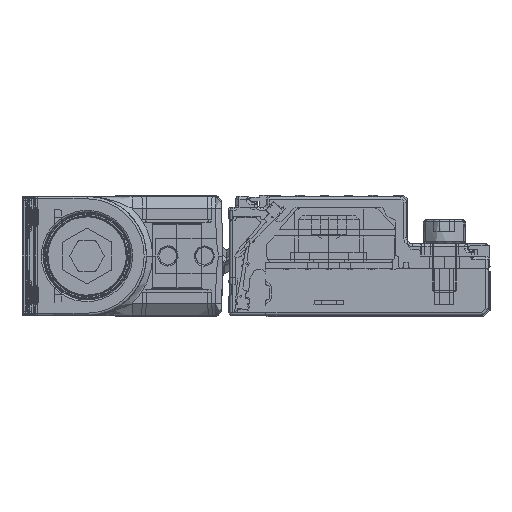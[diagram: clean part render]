
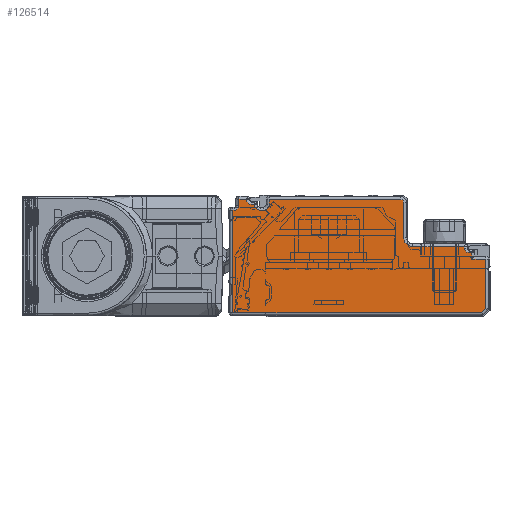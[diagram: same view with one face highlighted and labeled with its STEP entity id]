
A CAD part, left-side view. The second image highlights one B-rep face of the part: STEP entity #126514.
In plain terms, the highlighted planar face has unit normal (-1, 0, 0).
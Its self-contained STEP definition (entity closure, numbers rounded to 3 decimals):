
#126232=AXIS2_PLACEMENT_3D('Circle Axis2P3D',#126230,#126231,$) ;
#126371=AXIS2_PLACEMENT_3D('Plane Axis2P3D',#126368,#126369,#126370) ;
#126394=AXIS2_PLACEMENT_3D('Circle Axis2P3D',#126392,#126393,$) ;
#126408=AXIS2_PLACEMENT_3D('Circle Axis2P3D',#126406,#126407,$) ;
#126429=AXIS2_PLACEMENT_3D('Circle Axis2P3D',#126427,#126428,$) ;
#126443=AXIS2_PLACEMENT_3D('Circle Axis2P3D',#126441,#126442,$) ;
#126457=AXIS2_PLACEMENT_3D('Circle Axis2P3D',#126455,#126456,$) ;
#126478=AXIS2_PLACEMENT_3D('Circle Axis2P3D',#126476,#126477,$) ;
#121728=CARTESIAN_POINT('Vertex',(-3778.,42.3,-7.3)) ;
#121731=CARTESIAN_POINT('Line Origine',(-3778.,42.3,2.)) ;
#121735=CARTESIAN_POINT('Vertex',(-3778.,42.3,9.5)) ;
#122059=CARTESIAN_POINT('Vertex',(-3778.,1.407,-7.3)) ;
#122062=CARTESIAN_POINT('Line Origine',(-3778.,23.168,-7.3)) ;
#122099=CARTESIAN_POINT('Vertex',(-3778.,0.7,-6.593)) ;
#122102=CARTESIAN_POINT('Line Origine',(-3778.,-1.246,-4.646)) ;
#122139=CARTESIAN_POINT('Vertex',(-3778.,0.7,1.5)) ;
#122142=CARTESIAN_POINT('Line Origine',(-3778.,0.7,2.)) ;
#126147=CARTESIAN_POINT('Vertex',(-3778.,3.,2.5)) ;
#126203=CARTESIAN_POINT('Vertex',(-3778.,3.4,2.5)) ;
#126206=CARTESIAN_POINT('Line Origine',(-3778.,21.5,2.5)) ;
#126227=CARTESIAN_POINT('Vertex',(-3778.,4.2,3.3)) ;
#126230=CARTESIAN_POINT('Axis2P3D Location',(-3778.,3.4,3.3)) ;
#126353=CARTESIAN_POINT('Vertex',(-3778.,3.,1.5)) ;
#126356=CARTESIAN_POINT('Line Origine',(-3778.,21.5,1.5)) ;
#126368=CARTESIAN_POINT('Axis2P3D Location',(-3778.,0.2,-7.8)) ;
#126373=CARTESIAN_POINT('Line Origine',(-3778.,3.,2.)) ;
#126378=CARTESIAN_POINT('Line Origine',(-3778.,4.2,3.4)) ;
#126382=CARTESIAN_POINT('Vertex',(-3778.,4.2,3.5)) ;
#126385=CARTESIAN_POINT('Line Origine',(-3778.,8.45,3.5)) ;
#126389=CARTESIAN_POINT('Vertex',(-3778.,12.7,3.5)) ;
#126392=CARTESIAN_POINT('Axis2P3D Location',(-3778.,12.7,5.)) ;
#126396=CARTESIAN_POINT('Vertex',(-3778.,14.2,5.)) ;
#126399=CARTESIAN_POINT('Line Origine',(-3778.,14.2,7.9)) ;
#126403=CARTESIAN_POINT('Vertex',(-3778.,14.2,10.8)) ;
#126406=CARTESIAN_POINT('Axis2P3D Location',(-3778.,14.7,10.8)) ;
#126410=CARTESIAN_POINT('Vertex',(-3778.,14.7,11.3)) ;
#126413=CARTESIAN_POINT('Line Origine',(-3778.,25.5,11.3)) ;
#126417=CARTESIAN_POINT('Vertex',(-3778.,36.3,11.3)) ;
#126420=CARTESIAN_POINT('Line Origine',(-3778.,36.3,10.9)) ;
#126424=CARTESIAN_POINT('Vertex',(-3778.,36.3,10.5)) ;
#126427=CARTESIAN_POINT('Axis2P3D Location',(-3778.,37.3,10.5)) ;
#126431=CARTESIAN_POINT('Vertex',(-3778.,37.3,9.5)) ;
#126434=CARTESIAN_POINT('Line Origine',(-3778.,37.55,9.5)) ;
#126438=CARTESIAN_POINT('Vertex',(-3778.,37.8,9.5)) ;
#126441=CARTESIAN_POINT('Axis2P3D Location',(-3778.,37.8,10.5)) ;
#126445=CARTESIAN_POINT('Vertex',(-3778.,38.8,10.5)) ;
#126448=CARTESIAN_POINT('Line Origine',(-3778.,39.05,10.5)) ;
#126452=CARTESIAN_POINT('Vertex',(-3778.,39.3,10.5)) ;
#126455=CARTESIAN_POINT('Axis2P3D Location',(-3778.,39.3,11.3)) ;
#126459=CARTESIAN_POINT('Vertex',(-3778.,40.1,11.3)) ;
#126462=CARTESIAN_POINT('Line Origine',(-3778.,40.7,11.3)) ;
#126466=CARTESIAN_POINT('Vertex',(-3778.,41.3,11.3)) ;
#126469=CARTESIAN_POINT('Line Origine',(-3778.,41.3,10.8)) ;
#126473=CARTESIAN_POINT('Vertex',(-3778.,41.3,10.3)) ;
#126476=CARTESIAN_POINT('Axis2P3D Location',(-3778.,42.1,10.3)) ;
#126480=CARTESIAN_POINT('Vertex',(-3778.,42.1,9.5)) ;
#126483=CARTESIAN_POINT('Line Origine',(-3778.,42.2,9.5)) ;
#121732=DIRECTION('Vector Direction',(0.,0.,1.)) ;
#122063=DIRECTION('Vector Direction',(0.,1.,0.)) ;
#122103=DIRECTION('Vector Direction',(0.,0.707,-0.707)) ;
#122143=DIRECTION('Vector Direction',(0.,0.,-1.)) ;
#126207=DIRECTION('Vector Direction',(0.,-1.,0.)) ;
#126231=DIRECTION('Axis2P3D Direction',(1.,0.,0.)) ;
#126357=DIRECTION('Vector Direction',(0.,-1.,0.)) ;
#126369=DIRECTION('Axis2P3D Direction',(-1.,0.,0.)) ;
#126370=DIRECTION('Axis2P3D XDirection',(0.,0.,1.)) ;
#126374=DIRECTION('Vector Direction',(0.,0.,1.)) ;
#126379=DIRECTION('Vector Direction',(0.,0.,-1.)) ;
#126386=DIRECTION('Vector Direction',(0.,1.,0.)) ;
#126393=DIRECTION('Axis2P3D Direction',(-1.,0.,0.)) ;
#126400=DIRECTION('Vector Direction',(0.,0.,1.)) ;
#126407=DIRECTION('Axis2P3D Direction',(-1.,0.,0.)) ;
#126414=DIRECTION('Vector Direction',(0.,1.,0.)) ;
#126421=DIRECTION('Vector Direction',(0.,0.,-1.)) ;
#126428=DIRECTION('Axis2P3D Direction',(-1.,0.,0.)) ;
#126435=DIRECTION('Vector Direction',(0.,1.,0.)) ;
#126442=DIRECTION('Axis2P3D Direction',(-1.,0.,0.)) ;
#126449=DIRECTION('Vector Direction',(0.,-1.,0.)) ;
#126456=DIRECTION('Axis2P3D Direction',(-1.,0.,0.)) ;
#126463=DIRECTION('Vector Direction',(0.,1.,0.)) ;
#126470=DIRECTION('Vector Direction',(0.,0.,-1.)) ;
#126477=DIRECTION('Axis2P3D Direction',(-1.,0.,0.)) ;
#126484=DIRECTION('Vector Direction',(0.,1.,0.)) ;
#121733=VECTOR('Line Direction',#121732,1.) ;
#122064=VECTOR('Line Direction',#122063,1.) ;
#122104=VECTOR('Line Direction',#122103,1.) ;
#122144=VECTOR('Line Direction',#122143,1.) ;
#126208=VECTOR('Line Direction',#126207,1.) ;
#126358=VECTOR('Line Direction',#126357,1.) ;
#126375=VECTOR('Line Direction',#126374,1.) ;
#126380=VECTOR('Line Direction',#126379,1.) ;
#126387=VECTOR('Line Direction',#126386,1.) ;
#126401=VECTOR('Line Direction',#126400,1.) ;
#126415=VECTOR('Line Direction',#126414,1.) ;
#126422=VECTOR('Line Direction',#126421,1.) ;
#126436=VECTOR('Line Direction',#126435,1.) ;
#126450=VECTOR('Line Direction',#126449,1.) ;
#126464=VECTOR('Line Direction',#126463,1.) ;
#126471=VECTOR('Line Direction',#126470,1.) ;
#126485=VECTOR('Line Direction',#126484,1.) ;
#126489=ORIENTED_EDGE('',*,*,#126377,.T.) ;
#126490=ORIENTED_EDGE('',*,*,#126210,.T.) ;
#126491=ORIENTED_EDGE('',*,*,#126234,.T.) ;
#126492=ORIENTED_EDGE('',*,*,#126384,.T.) ;
#126493=ORIENTED_EDGE('',*,*,#126391,.T.) ;
#126494=ORIENTED_EDGE('',*,*,#126398,.T.) ;
#126495=ORIENTED_EDGE('',*,*,#126405,.T.) ;
#126496=ORIENTED_EDGE('',*,*,#126412,.T.) ;
#126497=ORIENTED_EDGE('',*,*,#126419,.T.) ;
#126498=ORIENTED_EDGE('',*,*,#126426,.T.) ;
#126499=ORIENTED_EDGE('',*,*,#126433,.T.) ;
#126500=ORIENTED_EDGE('',*,*,#126440,.T.) ;
#126501=ORIENTED_EDGE('',*,*,#126447,.T.) ;
#126502=ORIENTED_EDGE('',*,*,#126454,.T.) ;
#126503=ORIENTED_EDGE('',*,*,#126461,.T.) ;
#126504=ORIENTED_EDGE('',*,*,#126468,.T.) ;
#126505=ORIENTED_EDGE('',*,*,#126475,.T.) ;
#126506=ORIENTED_EDGE('',*,*,#126482,.T.) ;
#126507=ORIENTED_EDGE('',*,*,#126487,.T.) ;
#126508=ORIENTED_EDGE('',*,*,#121737,.T.) ;
#126509=ORIENTED_EDGE('',*,*,#122066,.T.) ;
#126510=ORIENTED_EDGE('',*,*,#122106,.T.) ;
#126511=ORIENTED_EDGE('',*,*,#122146,.T.) ;
#126512=ORIENTED_EDGE('',*,*,#126360,.T.) ;
#126514=ADVANCED_FACE('\X2\FF8AFF9FFF70FF82\X0\ \X2\FF8EFF9EFF83FF9EFF68FF70\X0\',(#126513),#126372,.T.) ;
#126233=CIRCLE('generated circle',#126232,0.8) ;
#126395=CIRCLE('generated circle',#126394,1.5) ;
#126409=CIRCLE('generated circle',#126408,0.5) ;
#126430=CIRCLE('generated circle',#126429,1.) ;
#126444=CIRCLE('generated circle',#126443,1.) ;
#126458=CIRCLE('generated circle',#126457,0.8) ;
#126479=CIRCLE('generated circle',#126478,0.8) ;
#121737=EDGE_CURVE('',#121736,#121729,#121734,.F.) ;
#122066=EDGE_CURVE('',#121729,#122060,#122065,.F.) ;
#122106=EDGE_CURVE('',#122060,#122100,#122105,.F.) ;
#122146=EDGE_CURVE('',#122100,#122140,#122145,.F.) ;
#126210=EDGE_CURVE('',#126148,#126204,#126209,.F.) ;
#126234=EDGE_CURVE('',#126204,#126228,#126233,.T.) ;
#126360=EDGE_CURVE('',#122140,#126354,#126359,.F.) ;
#126377=EDGE_CURVE('',#126354,#126148,#126376,.T.) ;
#126384=EDGE_CURVE('',#126228,#126383,#126381,.F.) ;
#126391=EDGE_CURVE('',#126383,#126390,#126388,.T.) ;
#126398=EDGE_CURVE('',#126390,#126397,#126395,.F.) ;
#126405=EDGE_CURVE('',#126397,#126404,#126402,.T.) ;
#126412=EDGE_CURVE('',#126404,#126411,#126409,.T.) ;
#126419=EDGE_CURVE('',#126411,#126418,#126416,.T.) ;
#126426=EDGE_CURVE('',#126418,#126425,#126423,.T.) ;
#126433=EDGE_CURVE('',#126425,#126432,#126430,.F.) ;
#126440=EDGE_CURVE('',#126432,#126439,#126437,.T.) ;
#126447=EDGE_CURVE('',#126439,#126446,#126444,.F.) ;
#126454=EDGE_CURVE('',#126446,#126453,#126451,.F.) ;
#126461=EDGE_CURVE('',#126453,#126460,#126458,.F.) ;
#126468=EDGE_CURVE('',#126460,#126467,#126465,.T.) ;
#126475=EDGE_CURVE('',#126467,#126474,#126472,.T.) ;
#126482=EDGE_CURVE('',#126474,#126481,#126479,.F.) ;
#126487=EDGE_CURVE('',#126481,#121736,#126486,.T.) ;
#126488=EDGE_LOOP('',(#126489,#126490,#126491,#126492,#126493,#126494,#126495,#126496,#126497,#126498,#126499,#126500,#126501,#126502,#126503,#126504,#126505,#126506,#126507,#126508,#126509,#126510,#126511,#126512)) ;
#126513=FACE_OUTER_BOUND('',#126488,.T.) ;
#121734=LINE('Line',#121731,#121733) ;
#122065=LINE('Line',#122062,#122064) ;
#122105=LINE('Line',#122102,#122104) ;
#122145=LINE('Line',#122142,#122144) ;
#126209=LINE('Line',#126206,#126208) ;
#126359=LINE('Line',#126356,#126358) ;
#126376=LINE('Line',#126373,#126375) ;
#126381=LINE('Line',#126378,#126380) ;
#126388=LINE('Line',#126385,#126387) ;
#126402=LINE('Line',#126399,#126401) ;
#126416=LINE('Line',#126413,#126415) ;
#126423=LINE('Line',#126420,#126422) ;
#126437=LINE('Line',#126434,#126436) ;
#126451=LINE('Line',#126448,#126450) ;
#126465=LINE('Line',#126462,#126464) ;
#126472=LINE('Line',#126469,#126471) ;
#126486=LINE('Line',#126483,#126485) ;
#126372=PLANE('',#126371) ;
#121729=VERTEX_POINT('',#121728) ;
#121736=VERTEX_POINT('',#121735) ;
#122060=VERTEX_POINT('',#122059) ;
#122100=VERTEX_POINT('',#122099) ;
#122140=VERTEX_POINT('',#122139) ;
#126148=VERTEX_POINT('',#126147) ;
#126204=VERTEX_POINT('',#126203) ;
#126228=VERTEX_POINT('',#126227) ;
#126354=VERTEX_POINT('',#126353) ;
#126383=VERTEX_POINT('',#126382) ;
#126390=VERTEX_POINT('',#126389) ;
#126397=VERTEX_POINT('',#126396) ;
#126404=VERTEX_POINT('',#126403) ;
#126411=VERTEX_POINT('',#126410) ;
#126418=VERTEX_POINT('',#126417) ;
#126425=VERTEX_POINT('',#126424) ;
#126432=VERTEX_POINT('',#126431) ;
#126439=VERTEX_POINT('',#126438) ;
#126446=VERTEX_POINT('',#126445) ;
#126453=VERTEX_POINT('',#126452) ;
#126460=VERTEX_POINT('',#126459) ;
#126467=VERTEX_POINT('',#126466) ;
#126474=VERTEX_POINT('',#126473) ;
#126481=VERTEX_POINT('',#126480) ;
